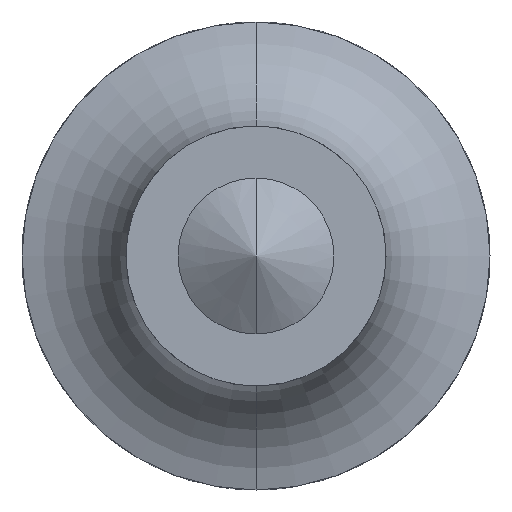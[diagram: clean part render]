
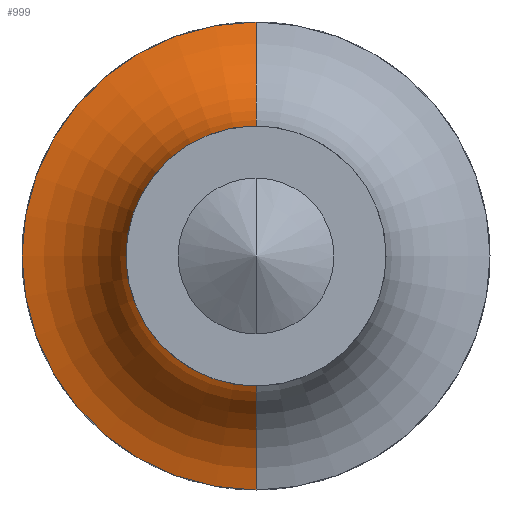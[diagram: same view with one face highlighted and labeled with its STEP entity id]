
A CAD part, front view. The second image highlights one B-rep face of the part: STEP entity #999.
In plain terms, the highlighted toroidal (fillet/blend) face has major radius 9.915 mm and minor radius 5 mm.
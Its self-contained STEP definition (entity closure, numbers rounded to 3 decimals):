
#9 = DIRECTION ( 'NONE',  ( 0., 0., -1. ) ) ;
#11 = DIRECTION ( 'NONE',  ( 1., 0., 0. ) ) ;
#12 = CARTESIAN_POINT ( 'NONE',  ( 0., 50.817, -9.915 ) ) ;
#13 = DIRECTION ( 'NONE',  ( 0., 0., 1. ) ) ;
#15 = DIRECTION ( 'NONE',  ( 0., 1., 0. ) ) ;
#16 = CARTESIAN_POINT ( 'NONE',  ( 0., 55.732, 0. ) ) ;
#108 = AXIS2_PLACEMENT_3D ( 'NONE', #12, #11, #9 ) ;
#168 = CIRCLE ( 'NONE', #226, 5. ) ;
#171 = TOROIDAL_SURFACE ( 'NONE', #238, 9.915, 5. ) ;
#178 = CIRCLE ( 'NONE', #188, 5. ) ;
#183 = CIRCLE ( 'NONE', #108, 5. ) ;
#188 = AXIS2_PLACEMENT_3D ( 'NONE', #826, #823, #820 ) ;
#190 = AXIS2_PLACEMENT_3D ( 'NONE', #16, #15, #13 ) ;
#223 = CIRCLE ( 'NONE', #190, 9. ) ;
#226 = AXIS2_PLACEMENT_3D ( 'NONE', #811, #809, #806 ) ;
#238 = AXIS2_PLACEMENT_3D ( 'NONE', #850, #849, #847 ) ;
#265 = EDGE_LOOP ( 'NONE', ( #341, #331, #329, #332 ) ) ;
#306 = VERTEX_POINT ( 'NONE', #517 ) ;
#307 = VERTEX_POINT ( 'NONE', #552 ) ;
#309 = VERTEX_POINT ( 'NONE', #537 ) ;
#314 = VERTEX_POINT ( 'NONE', #533 ) ;
#329 = ORIENTED_EDGE ( 'NONE', *, *, #980, .T. ) ;
#331 = ORIENTED_EDGE ( 'NONE', *, *, #969, .T. ) ;
#332 = ORIENTED_EDGE ( 'NONE', *, *, #981, .F. ) ;
#341 = ORIENTED_EDGE ( 'NONE', *, *, #968, .F. ) ;
#371 = FACE_OUTER_BOUND ( 'NONE', #265, .T. ) ;
#517 = CARTESIAN_POINT ( 'NONE',  ( 0., 55.732, 9. ) ) ;
#533 = CARTESIAN_POINT ( 'NONE',  ( 0., 55.732, -9. ) ) ;
#537 = CARTESIAN_POINT ( 'NONE',  ( 0., 51.732, -5. ) ) ;
#552 = CARTESIAN_POINT ( 'NONE',  ( 0., 51.732, 5. ) ) ;
#806 = DIRECTION ( 'NONE',  ( 0., 0., 1. ) ) ;
#809 = DIRECTION ( 'NONE',  ( -1., 0., 0. ) ) ;
#811 = CARTESIAN_POINT ( 'NONE',  ( 0., 50.817, 9.915 ) ) ;
#820 = DIRECTION ( 'NONE',  ( 0., 0., 1. ) ) ;
#823 = DIRECTION ( 'NONE',  ( 0., 1., 0. ) ) ;
#826 = CARTESIAN_POINT ( 'NONE',  ( 0., 51.732, 0. ) ) ;
#847 = DIRECTION ( 'NONE',  ( 0., 0., 1. ) ) ;
#849 = DIRECTION ( 'NONE',  ( 0., 1., 0. ) ) ;
#850 = CARTESIAN_POINT ( 'NONE',  ( 0., 50.817, 0. ) ) ;
#968 = EDGE_CURVE ( 'NONE', #314, #306, #223, .T. ) ;
#969 = EDGE_CURVE ( 'NONE', #314, #309, #183, .T. ) ;
#980 = EDGE_CURVE ( 'NONE', #309, #307, #178, .T. ) ;
#981 = EDGE_CURVE ( 'NONE', #306, #307, #168, .T. ) ;
#999 = ADVANCED_FACE ( 'NONE', ( #371 ), #171, .F. ) ;
